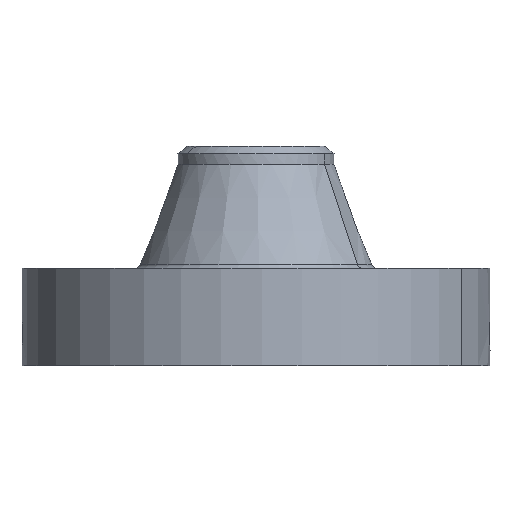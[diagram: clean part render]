
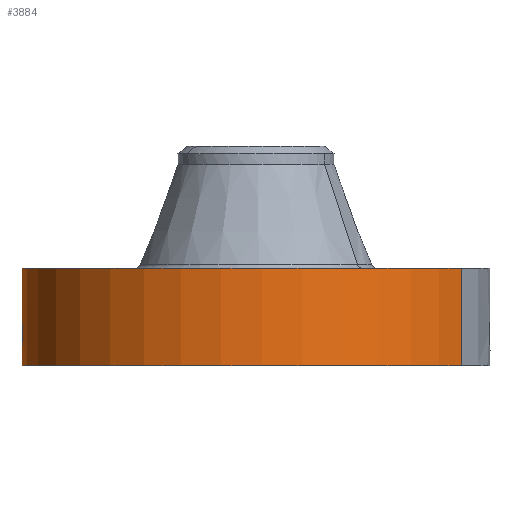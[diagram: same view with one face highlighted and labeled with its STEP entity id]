
A CAD part, left-side view. The second image highlights one B-rep face of the part: STEP entity #3884.
In plain terms, the highlighted cylindrical face has radius 133.35 mm (diameter 266.7 mm), a partial arc.
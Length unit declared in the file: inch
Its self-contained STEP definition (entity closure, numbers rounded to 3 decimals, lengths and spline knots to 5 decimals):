
#2927=AXIS2_PLACEMENT_3D('Circle Axis2P3D',#2925,#2926,$) ;
#3771=AXIS2_PLACEMENT_3D('Cylinder Axis2P3D',#3768,#3769,#3770) ;
#3775=AXIS2_PLACEMENT_3D('Circle Axis2P3D',#3773,#3774,$) ;
#2920=CARTESIAN_POINT('Vertex',(2.51698,4.60731,2.192)) ;
#2922=CARTESIAN_POINT('Vertex',(-2.51698,-4.60731,2.192)) ;
#2925=CARTESIAN_POINT('Axis2P3D Location',(0.,0.,2.192)) ;
#3768=CARTESIAN_POINT('Axis2P3D Location',(0.,0.,2.466)) ;
#3773=CARTESIAN_POINT('Axis2P3D Location',(0.,0.,0.)) ;
#3777=CARTESIAN_POINT('Vertex',(-2.51698,-4.60731,0.)) ;
#3779=CARTESIAN_POINT('Vertex',(2.51698,4.60731,0.)) ;
#3782=CARTESIAN_POINT('Line Origine',(-2.51698,-4.60731,1.096)) ;
#3787=CARTESIAN_POINT('Line Origine',(2.51698,4.60731,1.096)) ;
#3799=CARTESIAN_POINT('Control Point',(-0.06426,5.24961,1.09823)) ;
#3800=CARTESIAN_POINT('Control Point',(-0.04331,5.24986,1.1021)) ;
#3801=CARTESIAN_POINT('Control Point',(-0.02202,5.25,1.10408)) ;
#3802=CARTESIAN_POINT('Control Point',(-0.00072,5.25,1.10412)) ;
#3803=CARTESIAN_POINT('Vertex',(-0.06423,5.24961,1.09823)) ;
#3805=CARTESIAN_POINT('Vertex',(-0.00072,5.25,1.10412)) ;
#3809=CARTESIAN_POINT('Control Point',(-0.06423,5.24961,1.09823)) ;
#3810=CARTESIAN_POINT('Control Point',(-0.10137,5.24915,1.09265)) ;
#3811=CARTESIAN_POINT('Control Point',(-0.13757,5.2483,1.08042)) ;
#3812=CARTESIAN_POINT('Control Point',(-0.17071,5.24722,1.06252)) ;
#3813=CARTESIAN_POINT('Vertex',(-0.17071,5.24722,1.06252)) ;
#3817=CARTESIAN_POINT('Control Point',(-0.02922,5.24992,0.34106)) ;
#3818=CARTESIAN_POINT('Control Point',(-0.0758,5.24966,0.34703)) ;
#3819=CARTESIAN_POINT('Control Point',(-0.12121,5.24889,0.36052)) ;
#3820=CARTESIAN_POINT('Control Point',(-0.16372,5.24767,0.38117)) ;
#3821=CARTESIAN_POINT('Control Point',(-0.25761,5.24411,0.44633)) ;
#3822=CARTESIAN_POINT('Control Point',(-0.32198,5.24027,0.5399)) ;
#3823=CARTESIAN_POINT('Control Point',(-0.34759,5.2385,0.60151)) ;
#3824=CARTESIAN_POINT('Control Point',(-0.36702,5.23716,0.6988)) ;
#3825=CARTESIAN_POINT('Control Point',(-0.35745,5.23782,0.79521)) ;
#3826=CARTESIAN_POINT('Control Point',(-0.35091,5.23827,0.82733)) ;
#3827=CARTESIAN_POINT('Control Point',(-0.32667,5.23989,0.90445)) ;
#3828=CARTESIAN_POINT('Control Point',(-0.28322,5.24246,0.97305)) ;
#3829=CARTESIAN_POINT('Control Point',(-0.25089,5.24419,1.00949)) ;
#3830=CARTESIAN_POINT('Control Point',(-0.21282,5.24585,1.03977)) ;
#3831=CARTESIAN_POINT('Control Point',(-0.17071,5.24722,1.06252)) ;
#3832=CARTESIAN_POINT('Vertex',(-0.02922,5.24992,0.34106)) ;
#3836=CARTESIAN_POINT('Control Point',(-0.02922,5.24992,0.34106)) ;
#3837=CARTESIAN_POINT('Control Point',(-0.01948,5.24997,0.34086)) ;
#3838=CARTESIAN_POINT('Control Point',(-0.00973,5.25,0.34096)) ;
#3839=CARTESIAN_POINT('Control Point',(0.,5.25,0.34137)) ;
#3840=CARTESIAN_POINT('Vertex',(0.,5.25,0.34137)) ;
#3844=CARTESIAN_POINT('Control Point',(0.19433,5.2464,0.39429)) ;
#3845=CARTESIAN_POINT('Control Point',(0.13478,5.24861,0.36222)) ;
#3846=CARTESIAN_POINT('Control Point',(0.06782,5.25,0.34425)) ;
#3847=CARTESIAN_POINT('Control Point',(0.,5.25,0.34137)) ;
#3848=CARTESIAN_POINT('Vertex',(0.19433,5.2464,0.39429)) ;
#3852=CARTESIAN_POINT('Control Point',(0.19433,5.2464,0.39429)) ;
#3853=CARTESIAN_POINT('Control Point',(0.24549,5.24451,0.42185)) ;
#3854=CARTESIAN_POINT('Control Point',(0.29206,5.24216,0.45799)) ;
#3855=CARTESIAN_POINT('Control Point',(0.33201,5.23964,0.50211)) ;
#3856=CARTESIAN_POINT('Control Point',(0.39171,5.23546,0.60067)) ;
#3857=CARTESIAN_POINT('Control Point',(0.41103,5.23388,0.71398)) ;
#3858=CARTESIAN_POINT('Control Point',(0.40956,5.234,0.77004)) ;
#3859=CARTESIAN_POINT('Control Point',(0.38464,5.23601,0.88097)) ;
#3860=CARTESIAN_POINT('Control Point',(0.32141,5.24032,0.9737)) ;
#3861=CARTESIAN_POINT('Control Point',(0.28063,5.24279,1.01396)) ;
#3862=CARTESIAN_POINT('Control Point',(0.20189,5.24656,1.0679)) ;
#3863=CARTESIAN_POINT('Control Point',(0.11289,5.24898,1.09621)) ;
#3864=CARTESIAN_POINT('Control Point',(0.07536,5.24967,1.10336)) ;
#3865=CARTESIAN_POINT('Control Point',(0.03749,5.25,1.10599)) ;
#3866=CARTESIAN_POINT('Control Point',(-0.00003,5.25,1.10415)) ;
#3867=CARTESIAN_POINT('Vertex',(-0.00003,5.25,1.10415)) ;
#3871=CARTESIAN_POINT('Control Point',(-0.00072,5.25,1.10412)) ;
#3872=CARTESIAN_POINT('Control Point',(-0.00037,5.25,1.10414)) ;
#3873=CARTESIAN_POINT('Control Point',(-0.00003,5.25,1.10415)) ;
#2926=DIRECTION('Axis2P3D Direction',(0.,0.,-0.039)) ;
#3769=DIRECTION('Axis2P3D Direction',(0.,0.,-0.039)) ;
#3770=DIRECTION('Axis2P3D XDirection',(0.019,0.035,0.)) ;
#3774=DIRECTION('Axis2P3D Direction',(0.,0.,-0.039)) ;
#3783=DIRECTION('Vector Direction',(0.,0.,-0.039)) ;
#3788=DIRECTION('Vector Direction',(0.,0.,-0.039)) ;
#3784=VECTOR('Line Direction',#3783,0.03937) ;
#3789=VECTOR('Line Direction',#3788,0.03937) ;
#3793=ORIENTED_EDGE('',*,*,#3781,.F.) ;
#3794=ORIENTED_EDGE('',*,*,#3786,.T.) ;
#3795=ORIENTED_EDGE('',*,*,#2929,.T.) ;
#3796=ORIENTED_EDGE('',*,*,#3791,.F.) ;
#3876=ORIENTED_EDGE('',*,*,#3807,.F.) ;
#3877=ORIENTED_EDGE('',*,*,#3815,.T.) ;
#3878=ORIENTED_EDGE('',*,*,#3834,.F.) ;
#3879=ORIENTED_EDGE('',*,*,#3842,.T.) ;
#3880=ORIENTED_EDGE('',*,*,#3850,.F.) ;
#3881=ORIENTED_EDGE('',*,*,#3869,.T.) ;
#3882=ORIENTED_EDGE('',*,*,#3874,.F.) ;
#3883=FACE_BOUND('',#3875,.T.) ;
#3884=ADVANCED_FACE('PartBody',(#3797,#3883),#3772,.T.) ;
#3798=B_SPLINE_CURVE_WITH_KNOTS('',3,(#3799,#3800,#3801,#3802),.UNSPECIFIED.,.F.,.U.,(4,4),(4.1588,6.52188),.UNSPECIFIED.) ;
#3808=B_SPLINE_CURVE_WITH_KNOTS('',3,(#3809,#3810,#3811,#3812),.UNSPECIFIED.,.F.,.U.,(4,4),(0.,4.21911),.UNSPECIFIED.) ;
#3816=B_SPLINE_CURVE_WITH_KNOTS('',5,(#3817,#3818,#3819,#3820,#3821,#3822,#3823,#3824,#3825,#3826,#3827,#3828,#3829,#3830,#3831),.UNSPECIFIED.,.F.,.U.,(6,3,3,3,6),(0.,8.16107,20.00852,26.07322,35.00916),.UNSPECIFIED.) ;
#3835=B_SPLINE_CURVE_WITH_KNOTS('',3,(#3836,#3837,#3838,#3839),.UNSPECIFIED.,.F.,.U.,(4,4),(0.,1.01672),.UNSPECIFIED.) ;
#3843=B_SPLINE_CURVE_WITH_KNOTS('',3,(#3844,#3845,#3846,#3847),.UNSPECIFIED.,.F.,.U.,(4,4),(0.,7.08783),.UNSPECIFIED.) ;
#3851=B_SPLINE_CURVE_WITH_KNOTS('',5,(#3852,#3853,#3854,#3855,#3856,#3857,#3858,#3859,#3860,#3861,#3862,#3863,#3864,#3865,#3866),.UNSPECIFIED.,.F.,.U.,(6,3,3,3,6),(0.,10.15,19.67913,29.7546,36.76778),.UNSPECIFIED.) ;
#3870=B_SPLINE_CURVE_WITH_KNOTS('',2,(#3871,#3872,#3873),.UNSPECIFIED.,.F.,.U.,(3,3),(1.08995,1.11577),.UNSPECIFIED.) ;
#2928=CIRCLE('generated circle',#2927,5.25) ;
#3776=CIRCLE('generated circle',#3775,5.25) ;
#3772=CYLINDRICAL_SURFACE('generated cylinder',#3771,5.25) ;
#2929=EDGE_CURVE('',#2923,#2921,#2928,.T.) ;
#3781=EDGE_CURVE('',#3778,#3780,#3776,.T.) ;
#3786=EDGE_CURVE('',#3778,#2923,#3785,.F.) ;
#3791=EDGE_CURVE('',#3780,#2921,#3790,.F.) ;
#3807=EDGE_CURVE('',#3804,#3806,#3798,.T.) ;
#3815=EDGE_CURVE('',#3804,#3814,#3808,.T.) ;
#3834=EDGE_CURVE('',#3833,#3814,#3816,.T.) ;
#3842=EDGE_CURVE('',#3833,#3841,#3835,.T.) ;
#3850=EDGE_CURVE('',#3849,#3841,#3843,.T.) ;
#3869=EDGE_CURVE('',#3849,#3868,#3851,.T.) ;
#3874=EDGE_CURVE('',#3806,#3868,#3870,.T.) ;
#3792=EDGE_LOOP('',(#3793,#3794,#3795,#3796)) ;
#3875=EDGE_LOOP('',(#3876,#3877,#3878,#3879,#3880,#3881,#3882)) ;
#3797=FACE_OUTER_BOUND('',#3792,.T.) ;
#3785=LINE('Line',#3782,#3784) ;
#3790=LINE('Line',#3787,#3789) ;
#2921=VERTEX_POINT('',#2920) ;
#2923=VERTEX_POINT('',#2922) ;
#3778=VERTEX_POINT('',#3777) ;
#3780=VERTEX_POINT('',#3779) ;
#3804=VERTEX_POINT('',#3803) ;
#3806=VERTEX_POINT('',#3805) ;
#3814=VERTEX_POINT('',#3813) ;
#3833=VERTEX_POINT('',#3832) ;
#3841=VERTEX_POINT('',#3840) ;
#3849=VERTEX_POINT('',#3848) ;
#3868=VERTEX_POINT('',#3867) ;
